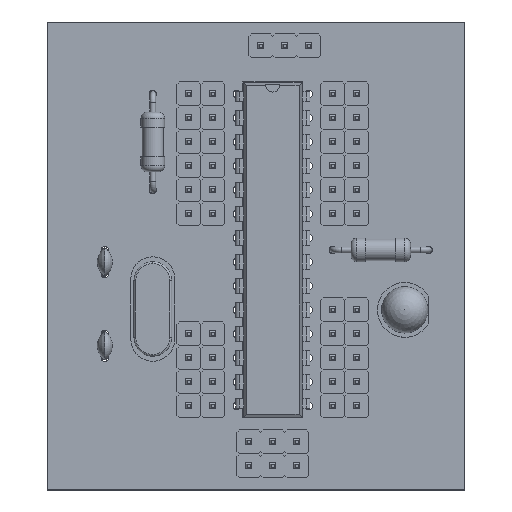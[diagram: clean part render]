
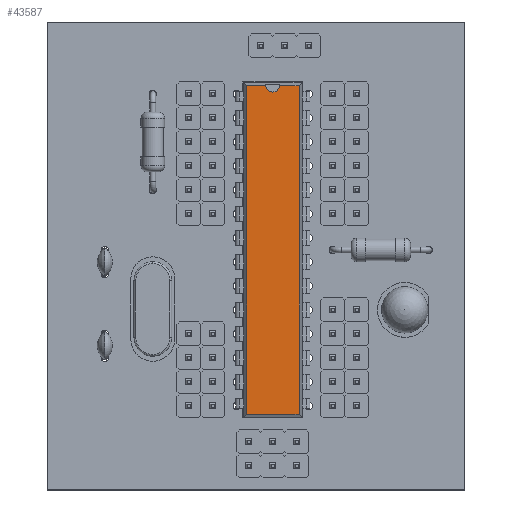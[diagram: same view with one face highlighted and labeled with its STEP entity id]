
A CAD part, top view. The second image highlights one B-rep face of the part: STEP entity #43587.
In plain terms, the highlighted planar face has unit normal (0, 0, 1).
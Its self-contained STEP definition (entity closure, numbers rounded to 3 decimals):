
#17391 = B_SPLINE_SURFACE_WITH_KNOTS('',1,1,(
    (#17392,#17393)
    ,(#17394,#17395
    )),.UNSPECIFIED.,.F.,.F.,.F.,(2,2),(2,2),(0.,35.41),(0.,1.),
  .PIECEWISE_BEZIER_KNOTS.);
#17392 = CARTESIAN_POINT('',(6.91,-34.215,2.157));
#17393 = CARTESIAN_POINT('',(6.586,-33.891,3.68));
#17394 = CARTESIAN_POINT('',(6.91,1.195,2.157));
#17395 = CARTESIAN_POINT('',(6.586,0.871,3.68));
#23295 = B_SPLINE_SURFACE_WITH_KNOTS('',1,1,(
    (#23296,#23297)
    ,(#23298,#23299
    )),.UNSPECIFIED.,.F.,.F.,.F.,(2,2),(2,2),(0.,6.2),(0.,1.),
  .PIECEWISE_BEZIER_KNOTS.);
#23296 = CARTESIAN_POINT('',(6.91,1.195,2.157));
#23297 = CARTESIAN_POINT('',(6.586,0.871,3.68));
#23298 = CARTESIAN_POINT('',(0.71,1.195,2.157));
#23299 = CARTESIAN_POINT('',(1.034,0.871,3.68));
#23353 = B_SPLINE_SURFACE_WITH_KNOTS('',1,1,(
    (#23354,#23355)
    ,(#23356,#23357
    )),.UNSPECIFIED.,.F.,.F.,.F.,(2,2),(2,2),(0.,35.41),(0.,1.),
  .PIECEWISE_BEZIER_KNOTS.);
#23354 = CARTESIAN_POINT('',(0.71,1.195,2.157));
#23355 = CARTESIAN_POINT('',(1.034,0.871,3.68));
#23356 = CARTESIAN_POINT('',(0.71,-34.215,2.157));
#23357 = CARTESIAN_POINT('',(1.034,-33.891,3.68));
#29244 = B_SPLINE_SURFACE_WITH_KNOTS('',1,1,(
    (#29245,#29246)
    ,(#29247,#29248
    )),.UNSPECIFIED.,.F.,.F.,.F.,(2,2),(2,2),(0.,6.2),(0.,1.),
  .PIECEWISE_BEZIER_KNOTS.);
#29245 = CARTESIAN_POINT('',(0.71,-34.215,2.157));
#29246 = CARTESIAN_POINT('',(1.034,-33.891,3.68));
#29247 = CARTESIAN_POINT('',(6.91,-34.215,2.157));
#29248 = CARTESIAN_POINT('',(6.586,-33.891,3.68));
#29570 = VERTEX_POINT('',#29571);
#29571 = CARTESIAN_POINT('',(6.586,0.871,3.68));
#29591 = EDGE_CURVE('',#29592,#29570,#29594,.T.);
#29592 = VERTEX_POINT('',#29593);
#29593 = CARTESIAN_POINT('',(6.586,-33.891,3.68));
#29594 = SURFACE_CURVE('',#29595,(#29599,#29605),.PCURVE_S1.);
#29595 = LINE('',#29596,#29597);
#29596 = CARTESIAN_POINT('',(6.586,-33.891,3.68));
#29597 = VECTOR('',#29598,1.);
#29598 = DIRECTION('',(0.,1.,0.));
#29599 = PCURVE('',#17391,#29600);
#29600 = DEFINITIONAL_REPRESENTATION('',(#29601),#29604);
#29601 = B_SPLINE_CURVE_WITH_KNOTS('',1,(#29602,#29603),.UNSPECIFIED.,
  .F.,.F.,(2,2),(0.,34.763),.PIECEWISE_BEZIER_KNOTS.);
#29602 = CARTESIAN_POINT('',(0.,1.));
#29603 = CARTESIAN_POINT('',(35.41,1.));
#29604 = ( GEOMETRIC_REPRESENTATION_CONTEXT(2) 
PARAMETRIC_REPRESENTATION_CONTEXT() REPRESENTATION_CONTEXT('2D SPACE',''
  ) );
#29605 = PCURVE('',#29606,#29611);
#29606 = PLANE('',#29607);
#29607 = AXIS2_PLACEMENT_3D('',#29608,#29609,#29610);
#29608 = CARTESIAN_POINT('',(6.586,-33.891,3.68));
#29609 = DIRECTION('',(-0.,0.,-1.));
#29610 = DIRECTION('',(-0.158,0.987,0.));
#29611 = DEFINITIONAL_REPRESENTATION('',(#29612),#29616);
#29612 = LINE('',#29613,#29614);
#29613 = CARTESIAN_POINT('',(0.,0.));
#29614 = VECTOR('',#29615,1.);
#29615 = DIRECTION('',(0.987,0.158));
#29616 = ( GEOMETRIC_REPRESENTATION_CONTEXT(2) 
PARAMETRIC_REPRESENTATION_CONTEXT() REPRESENTATION_CONTEXT('2D SPACE',''
  ) );
#36060 = VERTEX_POINT('',#36061);
#36061 = CARTESIAN_POINT('',(1.034,0.871,3.68));
#36081 = EDGE_CURVE('',#36082,#36060,#36084,.T.);
#36082 = VERTEX_POINT('',#36083);
#36083 = CARTESIAN_POINT('',(3.064,0.871,3.68));
#36084 = SURFACE_CURVE('',#36085,(#36089,#36095),.PCURVE_S1.);
#36085 = LINE('',#36086,#36087);
#36086 = CARTESIAN_POINT('',(6.586,0.871,3.68));
#36087 = VECTOR('',#36088,1.);
#36088 = DIRECTION('',(-1.,0.,0.));
#36089 = PCURVE('',#23295,#36090);
#36090 = DEFINITIONAL_REPRESENTATION('',(#36091),#36094);
#36091 = B_SPLINE_CURVE_WITH_KNOTS('',1,(#36092,#36093),.UNSPECIFIED.,
  .F.,.F.,(2,2),(3.523,5.553),
  .PIECEWISE_BEZIER_KNOTS.);
#36092 = CARTESIAN_POINT('',(3.933,1.));
#36093 = CARTESIAN_POINT('',(6.2,1.));
#36094 = ( GEOMETRIC_REPRESENTATION_CONTEXT(2) 
PARAMETRIC_REPRESENTATION_CONTEXT() REPRESENTATION_CONTEXT('2D SPACE',''
  ) );
#36095 = PCURVE('',#29606,#36096);
#36096 = DEFINITIONAL_REPRESENTATION('',(#36097),#36101);
#36097 = LINE('',#36098,#36099);
#36098 = CARTESIAN_POINT('',(34.327,5.483));
#36099 = VECTOR('',#36100,1.);
#36100 = DIRECTION('',(0.158,-0.987));
#36101 = ( GEOMETRIC_REPRESENTATION_CONTEXT(2) 
PARAMETRIC_REPRESENTATION_CONTEXT() REPRESENTATION_CONTEXT('2D SPACE',''
  ) );
#36283 = CYLINDRICAL_SURFACE('',#36284,0.75);
#36284 = AXIS2_PLACEMENT_3D('',#36285,#36286,#36287);
#36285 = CARTESIAN_POINT('',(3.81,0.946,3.68));
#36286 = DIRECTION('',(-0.,0.,-1.));
#36287 = DIRECTION('',(0.,-1.,-0.));
#36585 = VERTEX_POINT('',#36586);
#36586 = CARTESIAN_POINT('',(4.556,0.871,3.68));
#36837 = EDGE_CURVE('',#29570,#36585,#36838,.T.);
#36838 = SURFACE_CURVE('',#36839,(#36843,#36849),.PCURVE_S1.);
#36839 = LINE('',#36840,#36841);
#36840 = CARTESIAN_POINT('',(6.586,0.871,3.68));
#36841 = VECTOR('',#36842,1.);
#36842 = DIRECTION('',(-1.,0.,0.));
#36843 = PCURVE('',#23295,#36844);
#36844 = DEFINITIONAL_REPRESENTATION('',(#36845),#36848);
#36845 = B_SPLINE_CURVE_WITH_KNOTS('',1,(#36846,#36847),.UNSPECIFIED.,
  .F.,.F.,(2,2),(0.,2.03),.PIECEWISE_BEZIER_KNOTS.);
#36846 = CARTESIAN_POINT('',(0.,1.));
#36847 = CARTESIAN_POINT('',(2.267,1.));
#36848 = ( GEOMETRIC_REPRESENTATION_CONTEXT(2) 
PARAMETRIC_REPRESENTATION_CONTEXT() REPRESENTATION_CONTEXT('2D SPACE',''
  ) );
#36849 = PCURVE('',#29606,#36850);
#36850 = DEFINITIONAL_REPRESENTATION('',(#36851),#36855);
#36851 = LINE('',#36852,#36853);
#36852 = CARTESIAN_POINT('',(34.327,5.483));
#36853 = VECTOR('',#36854,1.);
#36854 = DIRECTION('',(0.158,-0.987));
#36855 = ( GEOMETRIC_REPRESENTATION_CONTEXT(2) 
PARAMETRIC_REPRESENTATION_CONTEXT() REPRESENTATION_CONTEXT('2D SPACE',''
  ) );
#37170 = VERTEX_POINT('',#37171);
#37171 = CARTESIAN_POINT('',(1.034,-33.891,3.68));
#37191 = EDGE_CURVE('',#36060,#37170,#37192,.T.);
#37192 = SURFACE_CURVE('',#37193,(#37197,#37203),.PCURVE_S1.);
#37193 = LINE('',#37194,#37195);
#37194 = CARTESIAN_POINT('',(1.034,0.871,3.68));
#37195 = VECTOR('',#37196,1.);
#37196 = DIRECTION('',(0.,-1.,0.));
#37197 = PCURVE('',#23353,#37198);
#37198 = DEFINITIONAL_REPRESENTATION('',(#37199),#37202);
#37199 = B_SPLINE_CURVE_WITH_KNOTS('',1,(#37200,#37201),.UNSPECIFIED.,
  .F.,.F.,(2,2),(0.,34.763),.PIECEWISE_BEZIER_KNOTS.);
#37200 = CARTESIAN_POINT('',(0.,1.));
#37201 = CARTESIAN_POINT('',(35.41,1.));
#37202 = ( GEOMETRIC_REPRESENTATION_CONTEXT(2) 
PARAMETRIC_REPRESENTATION_CONTEXT() REPRESENTATION_CONTEXT('2D SPACE',''
  ) );
#37203 = PCURVE('',#29606,#37204);
#37204 = DEFINITIONAL_REPRESENTATION('',(#37205),#37209);
#37205 = LINE('',#37206,#37207);
#37206 = CARTESIAN_POINT('',(35.203,0.));
#37207 = VECTOR('',#37208,1.);
#37208 = DIRECTION('',(-0.987,-0.158));
#37209 = ( GEOMETRIC_REPRESENTATION_CONTEXT(2) 
PARAMETRIC_REPRESENTATION_CONTEXT() REPRESENTATION_CONTEXT('2D SPACE',''
  ) );
#43567 = EDGE_CURVE('',#37170,#29592,#43568,.T.);
#43568 = SURFACE_CURVE('',#43569,(#43573,#43579),.PCURVE_S1.);
#43569 = LINE('',#43570,#43571);
#43570 = CARTESIAN_POINT('',(1.034,-33.891,3.68));
#43571 = VECTOR('',#43572,1.);
#43572 = DIRECTION('',(1.,0.,0.));
#43573 = PCURVE('',#29244,#43574);
#43574 = DEFINITIONAL_REPRESENTATION('',(#43575),#43578);
#43575 = B_SPLINE_CURVE_WITH_KNOTS('',1,(#43576,#43577),.UNSPECIFIED.,
  .F.,.F.,(2,2),(0.,5.553),.PIECEWISE_BEZIER_KNOTS.);
#43576 = CARTESIAN_POINT('',(0.,1.));
#43577 = CARTESIAN_POINT('',(6.2,1.));
#43578 = ( GEOMETRIC_REPRESENTATION_CONTEXT(2) 
PARAMETRIC_REPRESENTATION_CONTEXT() REPRESENTATION_CONTEXT('2D SPACE',''
  ) );
#43579 = PCURVE('',#29606,#43580);
#43580 = DEFINITIONAL_REPRESENTATION('',(#43581),#43585);
#43581 = LINE('',#43582,#43583);
#43582 = CARTESIAN_POINT('',(0.876,-5.483));
#43583 = VECTOR('',#43584,1.);
#43584 = DIRECTION('',(-0.158,0.987));
#43585 = ( GEOMETRIC_REPRESENTATION_CONTEXT(2) 
PARAMETRIC_REPRESENTATION_CONTEXT() REPRESENTATION_CONTEXT('2D SPACE',''
  ) );
#43587 = ADVANCED_FACE('',(#43588),#29606,.F.);
#43588 = FACE_BOUND('',#43589,.F.);
#43589 = EDGE_LOOP('',(#43590,#43591,#43592,#43593,#43594,#43618,#43640)
  );
#43590 = ORIENTED_EDGE('',*,*,#29591,.F.);
#43591 = ORIENTED_EDGE('',*,*,#43567,.F.);
#43592 = ORIENTED_EDGE('',*,*,#37191,.F.);
#43593 = ORIENTED_EDGE('',*,*,#36081,.F.);
#43594 = ORIENTED_EDGE('',*,*,#43595,.F.);
#43595 = EDGE_CURVE('',#43596,#36082,#43598,.T.);
#43596 = VERTEX_POINT('',#43597);
#43597 = CARTESIAN_POINT('',(3.81,0.196,3.68));
#43598 = SURFACE_CURVE('',#43599,(#43604,#43611),.PCURVE_S1.);
#43599 = CIRCLE('',#43600,0.75);
#43600 = AXIS2_PLACEMENT_3D('',#43601,#43602,#43603);
#43601 = CARTESIAN_POINT('',(3.81,0.946,3.68));
#43602 = DIRECTION('',(0.,-0.,-1.));
#43603 = DIRECTION('',(0.,-1.,0.));
#43604 = PCURVE('',#29606,#43605);
#43605 = DEFINITIONAL_REPRESENTATION('',(#43606),#43610);
#43606 = CIRCLE('',#43607,0.75);
#43607 = AXIS2_PLACEMENT_2D('',#43608,#43609);
#43608 = CARTESIAN_POINT('',(34.839,2.753));
#43609 = DIRECTION('',(-0.987,-0.158));
#43610 = ( GEOMETRIC_REPRESENTATION_CONTEXT(2) 
PARAMETRIC_REPRESENTATION_CONTEXT() REPRESENTATION_CONTEXT('2D SPACE',''
  ) );
#43611 = PCURVE('',#36283,#43612);
#43612 = DEFINITIONAL_REPRESENTATION('',(#43613),#43617);
#43613 = LINE('',#43614,#43615);
#43614 = CARTESIAN_POINT('',(0.,0.));
#43615 = VECTOR('',#43616,1.);
#43616 = DIRECTION('',(1.,0.));
#43617 = ( GEOMETRIC_REPRESENTATION_CONTEXT(2) 
PARAMETRIC_REPRESENTATION_CONTEXT() REPRESENTATION_CONTEXT('2D SPACE',''
  ) );
#43618 = ORIENTED_EDGE('',*,*,#43619,.F.);
#43619 = EDGE_CURVE('',#36585,#43596,#43620,.T.);
#43620 = SURFACE_CURVE('',#43621,(#43626,#43633),.PCURVE_S1.);
#43621 = CIRCLE('',#43622,0.75);
#43622 = AXIS2_PLACEMENT_3D('',#43623,#43624,#43625);
#43623 = CARTESIAN_POINT('',(3.81,0.946,3.68));
#43624 = DIRECTION('',(0.,-0.,-1.));
#43625 = DIRECTION('',(0.,-1.,0.));
#43626 = PCURVE('',#29606,#43627);
#43627 = DEFINITIONAL_REPRESENTATION('',(#43628),#43632);
#43628 = CIRCLE('',#43629,0.75);
#43629 = AXIS2_PLACEMENT_2D('',#43630,#43631);
#43630 = CARTESIAN_POINT('',(34.839,2.753));
#43631 = DIRECTION('',(-0.987,-0.158));
#43632 = ( GEOMETRIC_REPRESENTATION_CONTEXT(2) 
PARAMETRIC_REPRESENTATION_CONTEXT() REPRESENTATION_CONTEXT('2D SPACE',''
  ) );
#43633 = PCURVE('',#36283,#43634);
#43634 = DEFINITIONAL_REPRESENTATION('',(#43635),#43639);
#43635 = LINE('',#43636,#43637);
#43636 = CARTESIAN_POINT('',(-6.283,0.));
#43637 = VECTOR('',#43638,1.);
#43638 = DIRECTION('',(1.,0.));
#43639 = ( GEOMETRIC_REPRESENTATION_CONTEXT(2) 
PARAMETRIC_REPRESENTATION_CONTEXT() REPRESENTATION_CONTEXT('2D SPACE',''
  ) );
#43640 = ORIENTED_EDGE('',*,*,#36837,.F.);
